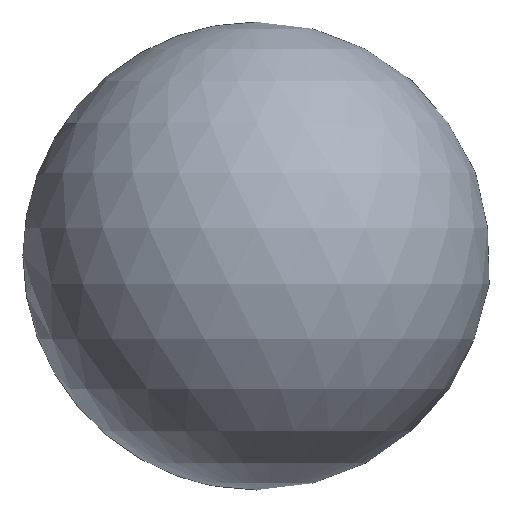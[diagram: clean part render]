
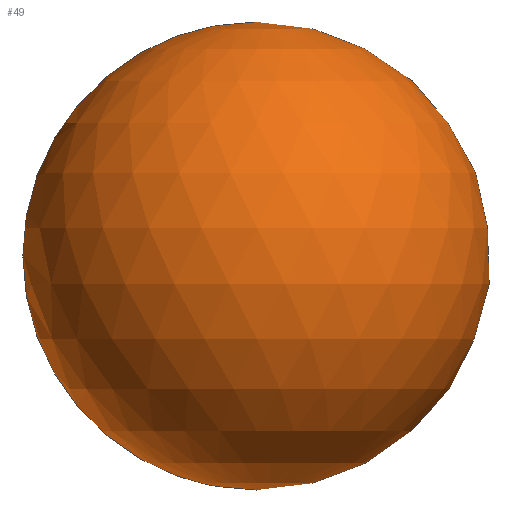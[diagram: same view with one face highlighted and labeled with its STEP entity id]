
A CAD part, front view. The second image highlights one B-rep face of the part: STEP entity #49.
In plain terms, the highlighted spherical face has radius 8 mm.
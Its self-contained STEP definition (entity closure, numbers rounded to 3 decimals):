
#15=FACE_BOUND('',#24,.T.);
#16=SPHERICAL_SURFACE('',#68,8.);
#20=FACE_OUTER_BOUND('',#23,.T.);
#23=EDGE_LOOP('',(#43,#44));
#24=EDGE_LOOP('',(#45));
#28=CIRCLE('',#66,4.875);
#29=CIRCLE('',#69,8.);
#31=VERTEX_POINT('',#89);
#32=VERTEX_POINT('',#94);
#33=VERTEX_POINT('',#95);
#36=EDGE_CURVE('',#31,#31,#28,.T.);
#37=EDGE_CURVE('',#32,#33,#29,.T.);
#43=ORIENTED_EDGE('',*,*,#37,.T.);
#44=ORIENTED_EDGE('',*,*,#37,.F.);
#45=ORIENTED_EDGE('',*,*,#36,.T.);
#49=ADVANCED_FACE('',(#20,#15),#16,.T.);
#66=AXIS2_PLACEMENT_3D('',#91,#77,#78);
#68=AXIS2_PLACEMENT_3D('',#93,#81,#82);
#69=AXIS2_PLACEMENT_3D('',#96,#83,#84);
#77=DIRECTION('center_axis',(0.,-1.,0.));
#78=DIRECTION('ref_axis',(1.,0.,0.));
#81=DIRECTION('center_axis',(0.,0.,1.));
#82=DIRECTION('ref_axis',(1.,0.,0.));
#83=DIRECTION('center_axis',(0.,-1.,0.));
#84=DIRECTION('ref_axis',(-1.,0.,0.));
#89=CARTESIAN_POINT('',(-4.875,6.343,0.));
#91=CARTESIAN_POINT('Origin',(0.,6.343,0.));
#93=CARTESIAN_POINT('Origin',(0.,0.,0.));
#94=CARTESIAN_POINT('',(0.,0.,8.));
#95=CARTESIAN_POINT('',(0.,0.,-8.));
#96=CARTESIAN_POINT('Origin',(0.,0.,0.));
